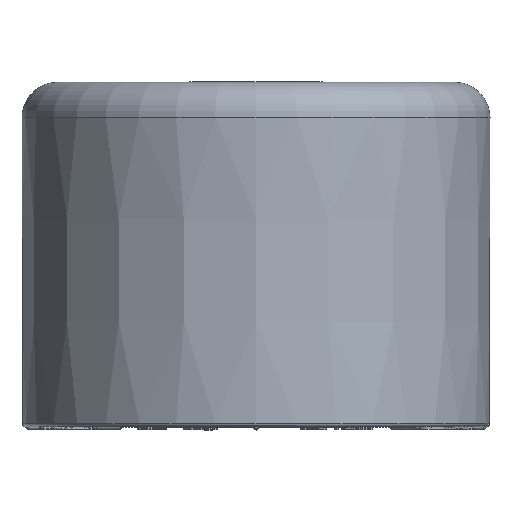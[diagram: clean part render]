
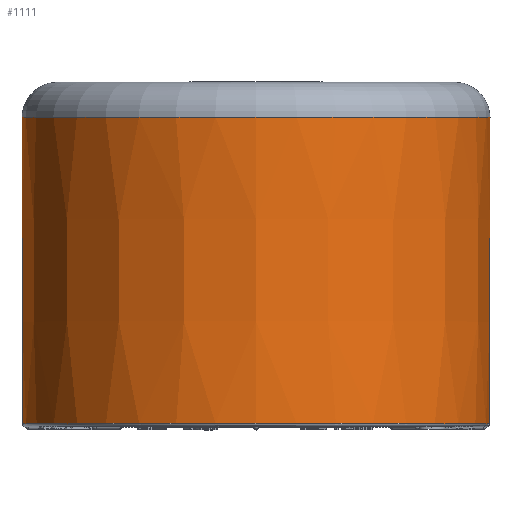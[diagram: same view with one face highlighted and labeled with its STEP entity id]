
A CAD part, top view. The second image highlights one B-rep face of the part: STEP entity #1111.
In plain terms, the highlighted conical face has half-angle 0.097 degrees and reference radius 20 mm.
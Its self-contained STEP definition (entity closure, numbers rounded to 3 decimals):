
#1107=CONICAL_SURFACE('',#19293,20.,0.097);
#1111=ADVANCED_FACE('',(#5247,#5248),#1107,.T.);
#3191=CIRCLE('',#19291,20.);
#3192=CIRCLE('',#19292,20.045);
#5247=FACE_BOUND('',#5309,.T.);
#5248=FACE_BOUND('',#5310,.T.);
#5309=EDGE_LOOP('',(#7167));
#5310=EDGE_LOOP('',(#7168));
#7167=ORIENTED_EDGE('',*,*,#15124,.T.);
#7168=ORIENTED_EDGE('',*,*,#15125,.F.);
#13124=VERTEX_POINT('',#28382);
#13125=VERTEX_POINT('',#28384);
#15124=EDGE_CURVE('',#13124,#13124,#3191,.T.);
#15125=EDGE_CURVE('',#13125,#13125,#3192,.T.);
#19291=AXIS2_PLACEMENT_3D('',#28381,#20458,#20459);
#19292=AXIS2_PLACEMENT_3D('',#28383,#20460,#20461);
#19293=AXIS2_PLACEMENT_3D('',#28385,#20462,#20463);
#20458=DIRECTION('',(0.,1.,0.));
#20459=DIRECTION('',(0.,0.,-1.));
#20460=DIRECTION('',(0.,1.,0.));
#20461=DIRECTION('',(0.,0.,1.));
#20462=DIRECTION('',(0.,1.,0.));
#20463=DIRECTION('',(0.,0.,1.));
#28381=CARTESIAN_POINT('',(4941.847,2912.503,0.));
#28382=CARTESIAN_POINT('',(4941.847,2912.503,-20.));
#28383=CARTESIAN_POINT('',(4941.847,2938.748,0.));
#28384=CARTESIAN_POINT('',(4941.847,2938.748,20.045));
#28385=CARTESIAN_POINT('',(4941.847,2912.254,0.));
